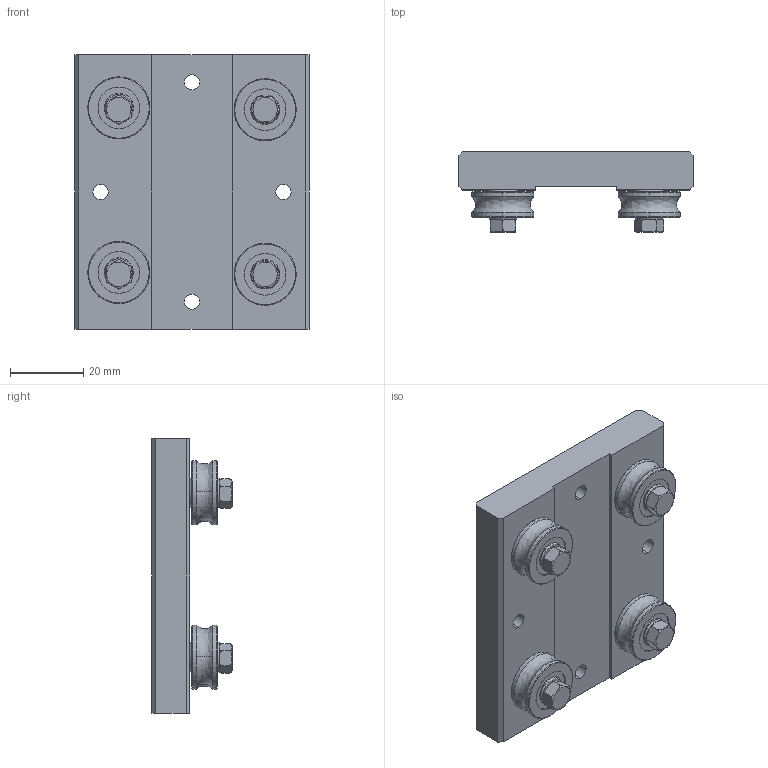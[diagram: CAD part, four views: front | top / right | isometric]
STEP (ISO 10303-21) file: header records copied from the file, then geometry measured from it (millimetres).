
FILE_DESCRIPTION (( 'STEP AP214' ), '1' );
FILE_NAME ('ELFL25.STEP', '2020-02-17T07:44:31', ( '' ), ( '' ), 'SwSTEP 2.0', 'SolidWorks 2018', '' );
FILE_SCHEMA (( 'AUTOMOTIVE_DESIGN' ));
Length unit declared in the file: millimetre
Products named in the file (1): ELFL25
Bounding box: 64 x 21.9 x 75 mm (x, y, z)
Volume: 51462.8 mm3; surface area: 23925.5 mm2
Topology: 65 solids, 65 shells, 800 faces, 1964 edges, 1206 vertices
Faces by surface type: cylinder 362, plane 188, bspline 138, torus 60, cone 52
Entity records: 37238 total; most frequent: CARTESIAN_POINT 9587, DIRECTION 3934, ORIENTED_EDGE 3672, EDGE_CURVE 1836, AXIS2_PLACEMENT_3D 1709, VERTEX_POINT 1206, CIRCLE 1046, EDGE_LOOP 912
